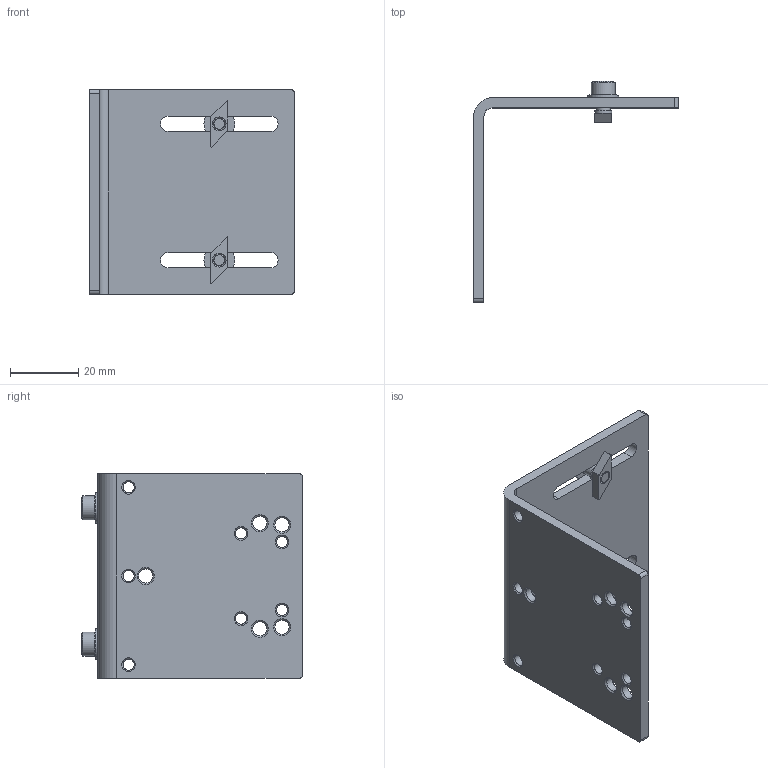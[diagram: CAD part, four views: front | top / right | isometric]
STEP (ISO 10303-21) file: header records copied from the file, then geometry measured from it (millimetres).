
FILE_DESCRIPTION(/* description */ ('STEP AP214'),/* implementation_level */ '2;1');
FILE_NAME(/* name */ '2612128_DAVM-MW-V1-50-V',/* time_stamp */ '2024-08-14T18:17:22+02:00',/* author */ ('License CC BY-ND 4.0'),/* organization */ ('CADENAS'),/* preprocessor_version */ 'ST-DEVELOPER v19.3',/* originating_system */ 'PARTsolutions',/* authorisation */ ' ');
FILE_SCHEMA (('AUTOMOTIVE_DESIGN {1 0 10303 214 3 1 1}'));
Length unit declared in the file: millimetre
Products named in the file (5): 2612128 DAVM-MW-V1-50-V; 2594109 DAVM-MW-V1-50-V; DIN-125A-1 -4.3(F); DIN-912 - M4x8(F); 8028500 ABAN-8-1M4-5-P2
Assembly tree (7 placements, depth 2):
  2612128 DAVM-MW-V1-50-V
    2594109 DAVM-MW-V1-50-V
    DIN-125A-1 -4.3(F)  x2
    DIN-912 - M4x8(F)  x2
    8028500 ABAN-8-1M4-5-P2  x2
Bounding box: 60 x 64.8 x 60 mm (x, y, z)
Volume: 20211.5 mm3; surface area: 16046 mm2
Topology: 7 solids, 7 shells, 154 faces, 336 edges, 198 vertices
Faces by surface type: plane 66, cone 50, cylinder 38
Full cylindrical faces by diameter (mm): 3.242 x9, 4 x2, 4.134 x5, 4.3 x2, 5.1 x2, 7 x2, 9 x2
Entity records: 2907 total; most frequent: DIRECTION 514, CARTESIAN_POINT 469, ORIENTED_EDGE 378, AXIS2_PLACEMENT_3D 217, EDGE_CURVE 189, FACE_BOUND 189, EDGE_LOOP 188, VERTEX_POINT 142
